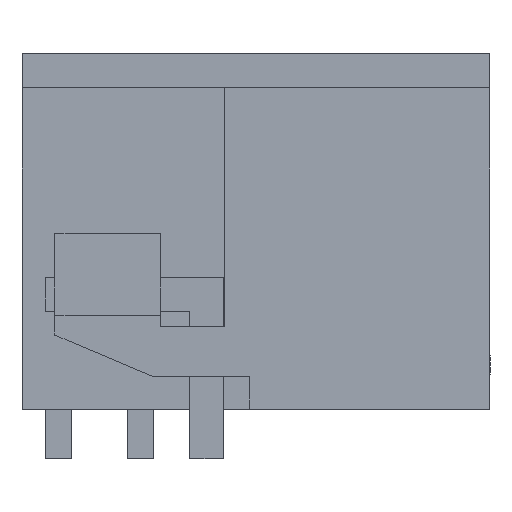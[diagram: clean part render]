
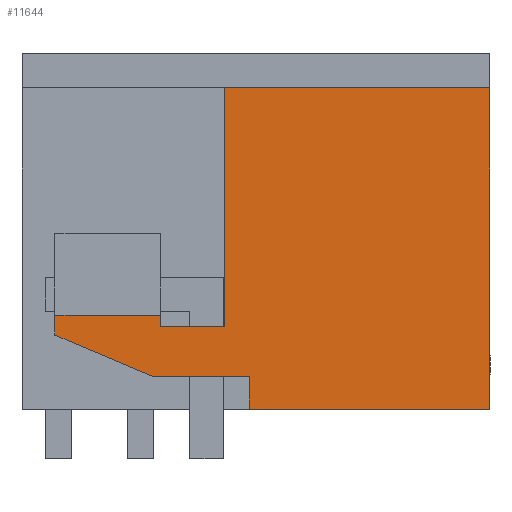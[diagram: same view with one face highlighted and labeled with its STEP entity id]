
A CAD part, left-side view. The second image highlights one B-rep face of the part: STEP entity #11644.
In plain terms, the highlighted planar face has unit normal (-1, 0, 0).
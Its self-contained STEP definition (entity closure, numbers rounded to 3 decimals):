
#11582=AXIS2_PLACEMENT_3D('Plane Axis2P3D',#11579,#11580,#11581) ;
#5630=CARTESIAN_POINT('Vertex',(0.,0.,11.25)) ;
#5633=CARTESIAN_POINT('Line Origine',(0.,0.,6.375)) ;
#5637=CARTESIAN_POINT('Vertex',(0.,0.,1.5)) ;
#11087=CARTESIAN_POINT('Line Origine',(0.,3.65,1.5)) ;
#11091=CARTESIAN_POINT('Vertex',(0.,7.3,1.5)) ;
#11232=CARTESIAN_POINT('Vertex',(0.,8.05,11.25)) ;
#11235=CARTESIAN_POINT('Line Origine',(0.,4.025,11.25)) ;
#11564=CARTESIAN_POINT('Vertex',(0.,7.3,2.497)) ;
#11567=CARTESIAN_POINT('Line Origine',(0.,7.3,1.998)) ;
#11579=CARTESIAN_POINT('Axis2P3D Location',(0.,0.,11.25)) ;
#11584=CARTESIAN_POINT('Line Origine',(0.,8.05,7.625)) ;
#11588=CARTESIAN_POINT('Vertex',(0.,8.05,4.)) ;
#11591=CARTESIAN_POINT('Line Origine',(0.,9.025,4.)) ;
#11595=CARTESIAN_POINT('Vertex',(0.,10.,4.)) ;
#11598=CARTESIAN_POINT('Line Origine',(0.,10.,4.175)) ;
#11602=CARTESIAN_POINT('Vertex',(0.,10.,4.35)) ;
#11605=CARTESIAN_POINT('Line Origine',(0.,11.6,4.35)) ;
#11609=CARTESIAN_POINT('Vertex',(0.,13.2,4.35)) ;
#11612=CARTESIAN_POINT('Line Origine',(0.,13.2,4.05)) ;
#11616=CARTESIAN_POINT('Vertex',(0.,13.2,3.75)) ;
#11619=CARTESIAN_POINT('Line Origine',(0.,11.721,3.123)) ;
#11623=CARTESIAN_POINT('Vertex',(0.,10.242,2.497)) ;
#11626=CARTESIAN_POINT('Line Origine',(0.,8.771,2.497)) ;
#5634=DIRECTION('Vector Direction',(0.,0.,-1.)) ;
#11088=DIRECTION('Vector Direction',(0.,1.,0.)) ;
#11236=DIRECTION('Vector Direction',(0.,1.,0.)) ;
#11568=DIRECTION('Vector Direction',(0.,0.,-1.)) ;
#11580=DIRECTION('Axis2P3D Direction',(1.,0.,0.)) ;
#11581=DIRECTION('Axis2P3D XDirection',(0.,0.,-1.)) ;
#11585=DIRECTION('Vector Direction',(0.,0.,1.)) ;
#11592=DIRECTION('Vector Direction',(0.,-1.,0.)) ;
#11599=DIRECTION('Vector Direction',(0.,0.,1.)) ;
#11606=DIRECTION('Vector Direction',(0.,1.,0.)) ;
#11613=DIRECTION('Vector Direction',(0.,0.,-1.)) ;
#11620=DIRECTION('Vector Direction',(0.,0.921,0.39)) ;
#11627=DIRECTION('Vector Direction',(0.,-1.,0.)) ;
#5635=VECTOR('Line Direction',#5634,1.) ;
#11089=VECTOR('Line Direction',#11088,1.) ;
#11237=VECTOR('Line Direction',#11236,1.) ;
#11569=VECTOR('Line Direction',#11568,1.) ;
#11586=VECTOR('Line Direction',#11585,1.) ;
#11593=VECTOR('Line Direction',#11592,1.) ;
#11600=VECTOR('Line Direction',#11599,1.) ;
#11607=VECTOR('Line Direction',#11606,1.) ;
#11614=VECTOR('Line Direction',#11613,1.) ;
#11621=VECTOR('Line Direction',#11620,1.) ;
#11628=VECTOR('Line Direction',#11627,1.) ;
#11632=ORIENTED_EDGE('',*,*,#11590,.F.) ;
#11633=ORIENTED_EDGE('',*,*,#11597,.F.) ;
#11634=ORIENTED_EDGE('',*,*,#11604,.F.) ;
#11635=ORIENTED_EDGE('',*,*,#11611,.F.) ;
#11636=ORIENTED_EDGE('',*,*,#11618,.F.) ;
#11637=ORIENTED_EDGE('',*,*,#11625,.F.) ;
#11638=ORIENTED_EDGE('',*,*,#11630,.F.) ;
#11639=ORIENTED_EDGE('',*,*,#11571,.F.) ;
#11640=ORIENTED_EDGE('',*,*,#11093,.F.) ;
#11641=ORIENTED_EDGE('',*,*,#5639,.F.) ;
#11642=ORIENTED_EDGE('',*,*,#11239,.T.) ;
#11644=ADVANCED_FACE('HOUSING',(#11643),#11583,.F.) ;
#5639=EDGE_CURVE('',#5631,#5638,#5636,.T.) ;
#11093=EDGE_CURVE('',#5638,#11092,#11090,.T.) ;
#11239=EDGE_CURVE('',#5631,#11233,#11238,.T.) ;
#11571=EDGE_CURVE('',#11092,#11565,#11570,.F.) ;
#11590=EDGE_CURVE('',#11589,#11233,#11587,.T.) ;
#11597=EDGE_CURVE('',#11596,#11589,#11594,.T.) ;
#11604=EDGE_CURVE('',#11603,#11596,#11601,.F.) ;
#11611=EDGE_CURVE('',#11610,#11603,#11608,.F.) ;
#11618=EDGE_CURVE('',#11617,#11610,#11615,.F.) ;
#11625=EDGE_CURVE('',#11624,#11617,#11622,.T.) ;
#11630=EDGE_CURVE('',#11565,#11624,#11629,.F.) ;
#11631=EDGE_LOOP('',(#11632,#11633,#11634,#11635,#11636,#11637,#11638,#11639,#11640,#11641,#11642)) ;
#11643=FACE_OUTER_BOUND('',#11631,.T.) ;
#5636=LINE('Line',#5633,#5635) ;
#11090=LINE('Line',#11087,#11089) ;
#11238=LINE('Line',#11235,#11237) ;
#11570=LINE('Line',#11567,#11569) ;
#11587=LINE('Line',#11584,#11586) ;
#11594=LINE('Line',#11591,#11593) ;
#11601=LINE('Line',#11598,#11600) ;
#11608=LINE('Line',#11605,#11607) ;
#11615=LINE('Line',#11612,#11614) ;
#11622=LINE('Line',#11619,#11621) ;
#11629=LINE('Line',#11626,#11628) ;
#11583=PLANE('',#11582) ;
#5631=VERTEX_POINT('',#5630) ;
#5638=VERTEX_POINT('',#5637) ;
#11092=VERTEX_POINT('',#11091) ;
#11233=VERTEX_POINT('',#11232) ;
#11565=VERTEX_POINT('',#11564) ;
#11589=VERTEX_POINT('',#11588) ;
#11596=VERTEX_POINT('',#11595) ;
#11603=VERTEX_POINT('',#11602) ;
#11610=VERTEX_POINT('',#11609) ;
#11617=VERTEX_POINT('',#11616) ;
#11624=VERTEX_POINT('',#11623) ;
